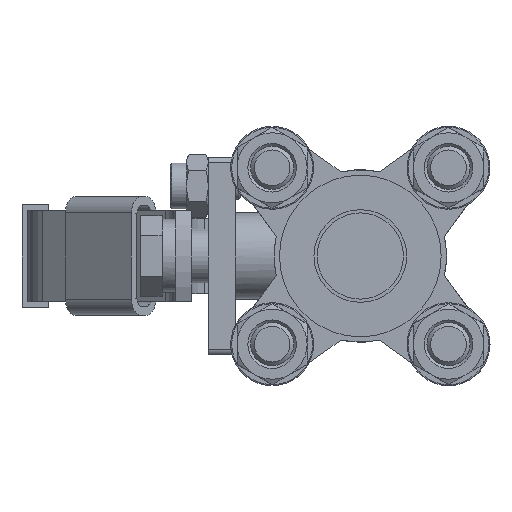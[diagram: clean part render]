
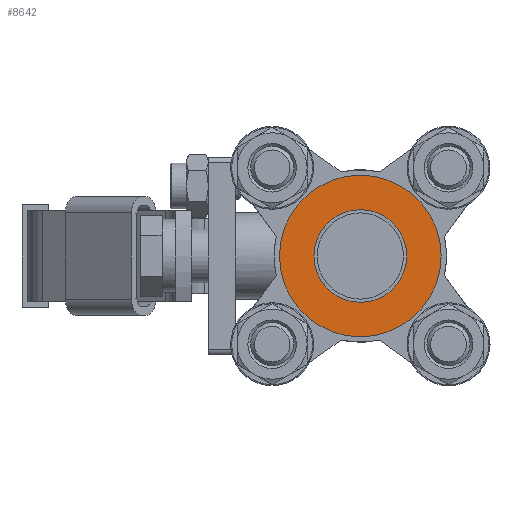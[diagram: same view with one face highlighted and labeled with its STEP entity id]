
A CAD part, left-side view. The second image highlights one B-rep face of the part: STEP entity #8642.
In plain terms, the highlighted planar face has unit normal (-1, 0, 0).
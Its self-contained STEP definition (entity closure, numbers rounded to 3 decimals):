
#1830 = CIRCLE ( 'NONE', #6027, 15. ) ;
#2015 = CARTESIAN_POINT ( 'NONE',  ( -46., 0., 0. ) ) ;
#2069 = DIRECTION ( 'NONE',  ( 1., 0., 0. ) ) ;
#2582 = CARTESIAN_POINT ( 'NONE',  ( -46., 0., 0. ) ) ;
#2690 = EDGE_CURVE ( 'NONE', #16498, #16498, #1830, .T. ) ;
#2805 = DIRECTION ( 'NONE',  ( 1., 0., 0. ) ) ;
#3350 = CARTESIAN_POINT ( 'NONE',  ( -46., 0., -15. ) ) ;
#3463 = AXIS2_PLACEMENT_3D ( 'NONE', #2582, #2805, #11530 ) ;
#3707 = EDGE_LOOP ( 'NONE', ( #9730 ) ) ;
#6027 = AXIS2_PLACEMENT_3D ( 'NONE', #2015, #2069, #10843 ) ;
#6183 = ORIENTED_EDGE ( 'NONE', *, *, #2690, .F. ) ;
#6961 = EDGE_LOOP ( 'NONE', ( #6183 ) ) ;
#8642 = ADVANCED_FACE ( 'NONE', ( #14270, #13859 ), #14946, .T. ) ;
#8645 = DIRECTION ( 'NONE',  ( -1., 0., 0. ) ) ;
#9730 = ORIENTED_EDGE ( 'NONE', *, *, #11547, .T. ) ;
#9934 = CARTESIAN_POINT ( 'NONE',  ( -46., 8.6, 0. ) ) ;
#10843 = DIRECTION ( 'NONE',  ( 0., 0., -1. ) ) ;
#11530 = DIRECTION ( 'NONE',  ( 0., 0., -1. ) ) ;
#11547 = EDGE_CURVE ( 'NONE', #12911, #12911, #14801, .T. ) ;
#12641 = CARTESIAN_POINT ( 'NONE',  ( -46., 0., -8.6 ) ) ;
#12911 = VERTEX_POINT ( 'NONE', #12641 ) ;
#12964 = AXIS2_PLACEMENT_3D ( 'NONE', #9934, #8645, #15052 ) ;
#13859 = FACE_OUTER_BOUND ( 'NONE', #6961, .T. ) ;
#14270 = FACE_BOUND ( 'NONE', #3707, .T. ) ;
#14801 = CIRCLE ( 'NONE', #3463, 8.6 ) ;
#14946 = PLANE ( 'NONE',  #12964 ) ;
#15052 = DIRECTION ( 'NONE',  ( 0., 0., 1. ) ) ;
#16498 = VERTEX_POINT ( 'NONE', #3350 ) ;
